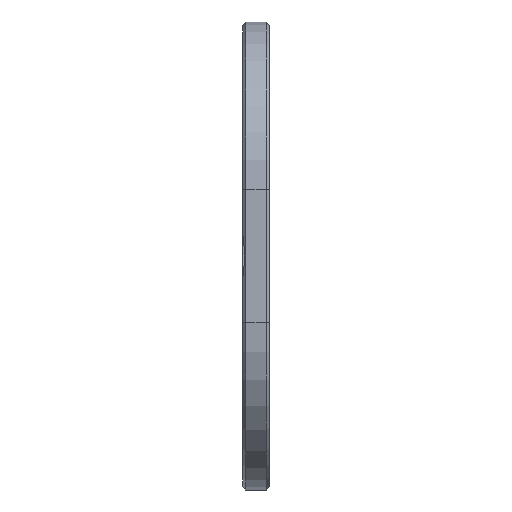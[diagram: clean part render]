
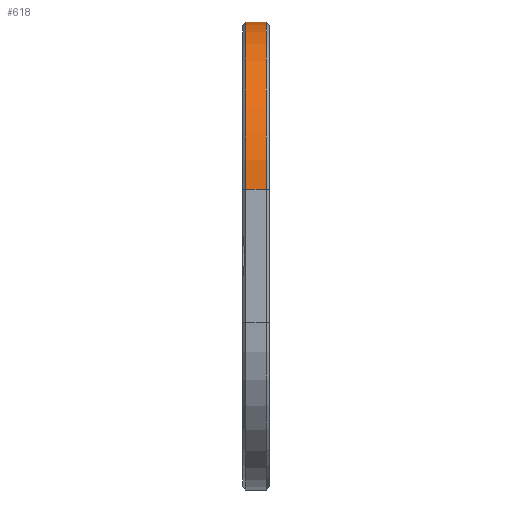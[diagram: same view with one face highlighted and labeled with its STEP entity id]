
A CAD part, left-side view. The second image highlights one B-rep face of the part: STEP entity #618.
In plain terms, the highlighted cylindrical face has radius 50 mm (diameter 100 mm), a partial arc.
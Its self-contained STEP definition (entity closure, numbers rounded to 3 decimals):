
#285 = VERTEX_POINT ( 'NONE', #700 ) ;
#336 = CARTESIAN_POINT ( 'NONE',  ( -187.5, -3., 20. ) ) ;
#483 = CIRCLE ( 'NONE', #13045, 50. ) ;
#540 = CARTESIAN_POINT ( 'NONE',  ( -137.5, -3., 70. ) ) ;
#618 = ADVANCED_FACE ( 'NONE', ( #10866 ), #6878, .T. ) ;
#700 = CARTESIAN_POINT ( 'NONE',  ( -137.5, 3., 70. ) ) ;
#1308 = EDGE_CURVE ( 'NONE', #285, #10559, #11375, .T. ) ;
#1413 = DIRECTION ( 'NONE',  ( 0., 1., 0. ) ) ;
#1604 = LINE ( 'NONE', #10646, #7436 ) ;
#2090 = CIRCLE ( 'NONE', #12950, 50. ) ;
#2118 = CARTESIAN_POINT ( 'NONE',  ( -137.5, 4., 70. ) ) ;
#2689 = DIRECTION ( 'NONE',  ( 0., -1., 0. ) ) ;
#3474 = EDGE_LOOP ( 'NONE', ( #6910, #8943, #13088, #6770 ) ) ;
#4407 = CARTESIAN_POINT ( 'NONE',  ( -137.5, -3., 20. ) ) ;
#4799 = AXIS2_PLACEMENT_3D ( 'NONE', #5888, #9103, #8666 ) ;
#4958 = EDGE_CURVE ( 'NONE', #285, #13073, #483, .T. ) ;
#5384 = CARTESIAN_POINT ( 'NONE',  ( -187.5, 3., 20. ) ) ;
#5888 = CARTESIAN_POINT ( 'NONE',  ( -137.5, 4., 20. ) ) ;
#6554 = EDGE_CURVE ( 'NONE', #12310, #10559, #2090, .T. ) ;
#6742 = DIRECTION ( 'NONE',  ( 0., 0., 1. ) ) ;
#6770 = ORIENTED_EDGE ( 'NONE', *, *, #4958, .T. ) ;
#6878 = CYLINDRICAL_SURFACE ( 'NONE', #4799, 50. ) ;
#6910 = ORIENTED_EDGE ( 'NONE', *, *, #11835, .F. ) ;
#7303 = VECTOR ( 'NONE', #12314, 1000. ) ;
#7436 = VECTOR ( 'NONE', #10519, 1000. ) ;
#8666 = DIRECTION ( 'NONE',  ( 0., 0., -1. ) ) ;
#8943 = ORIENTED_EDGE ( 'NONE', *, *, #6554, .T. ) ;
#9103 = DIRECTION ( 'NONE',  ( 0., -1., 0. ) ) ;
#9590 = DIRECTION ( 'NONE',  ( 0., 0., 1. ) ) ;
#9933 = CARTESIAN_POINT ( 'NONE',  ( -137.5, 3., 20. ) ) ;
#10519 = DIRECTION ( 'NONE',  ( 0., 1., 0. ) ) ;
#10559 = VERTEX_POINT ( 'NONE', #540 ) ;
#10646 = CARTESIAN_POINT ( 'NONE',  ( -187.5, 4., 20. ) ) ;
#10866 = FACE_OUTER_BOUND ( 'NONE', #3474, .T. ) ;
#11375 = LINE ( 'NONE', #2118, #7303 ) ;
#11835 = EDGE_CURVE ( 'NONE', #12310, #13073, #1604, .T. ) ;
#12310 = VERTEX_POINT ( 'NONE', #336 ) ;
#12314 = DIRECTION ( 'NONE',  ( 0., -1., 0. ) ) ;
#12950 = AXIS2_PLACEMENT_3D ( 'NONE', #4407, #1413, #9590 ) ;
#13045 = AXIS2_PLACEMENT_3D ( 'NONE', #9933, #2689, #6742 ) ;
#13073 = VERTEX_POINT ( 'NONE', #5384 ) ;
#13088 = ORIENTED_EDGE ( 'NONE', *, *, #1308, .F. ) ;
